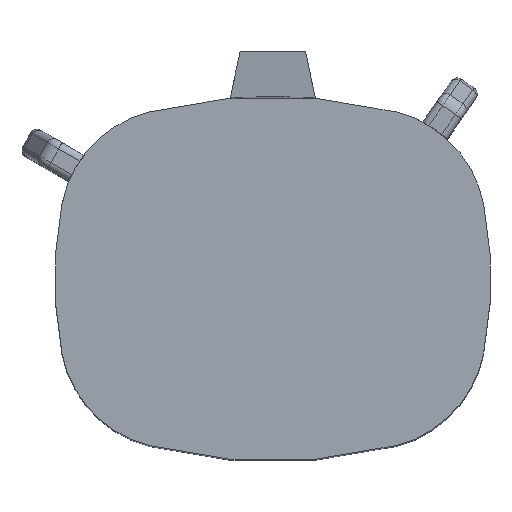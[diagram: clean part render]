
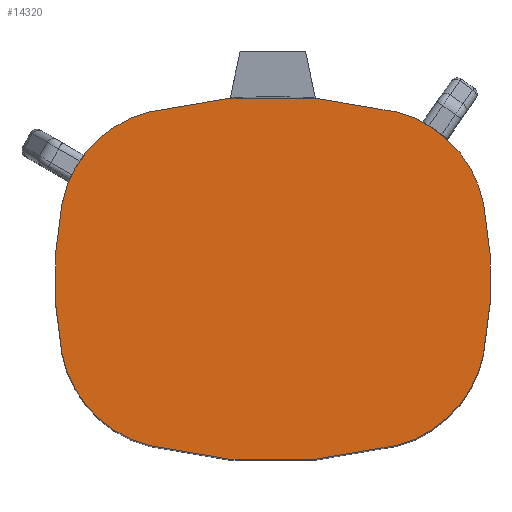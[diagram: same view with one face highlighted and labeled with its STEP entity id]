
A CAD part, top view. The second image highlights one B-rep face of the part: STEP entity #14320.
In plain terms, the highlighted planar face has unit normal (0, 0, 1).
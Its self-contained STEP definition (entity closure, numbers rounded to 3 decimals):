
#1640=CARTESIAN_POINT('',(4.371,5.859,2.5));
#1650=VERTEX_POINT('',#1640);
#1680=CARTESIAN_POINT('',(0.,-11.017,2.5));
#1690=DIRECTION('',(0.,0.,1.));
#1700=DIRECTION('',(1.,0.,0.));
#1710=AXIS2_PLACEMENT_3D('',#1680,#1690,#1700);
#1720=CIRCLE('',#1710,17.432);
#1730=CARTESIAN_POINT('',(-4.371,5.859,2.5));
#1740=VERTEX_POINT('',#1730);
#1750=EDGE_CURVE('',#1650,#1740,#1720,.T.);
#11520=CARTESIAN_POINT('',(-4.371,-5.859,2.5));
#11530=VERTEX_POINT('',#11520);
#11560=CARTESIAN_POINT('',(0.,11.017,2.5));
#11570=DIRECTION('',(0.,0.,1.));
#11580=DIRECTION('',(1.,0.,0.));
#11590=AXIS2_PLACEMENT_3D('',#11560,#11570,#11580);
#11600=CIRCLE('',#11590,17.432);
#11610=CARTESIAN_POINT('',(4.371,-5.859,2.5));
#11620=VERTEX_POINT('',#11610);
#11630=EDGE_CURVE('',#11530,#11620,#11600,.T.);
#13730=CARTESIAN_POINT('',(8.951,0.039,2.5));
#13740=DIRECTION('',(0.,0.,-1.));
#13750=DIRECTION('',(-1.,0.,0.));
#13760=AXIS2_PLACEMENT_3D('',#13730,#13740,#13750);
#13770=PLANE('',#13760);
#13780=ORIENTED_EDGE('',*,*,#1750,.T.);
#13790=CARTESIAN_POINT('',(3.326,1.826,2.5));
#13800=DIRECTION('',(0.,0.,-1.));
#13810=DIRECTION('',(1.,0.,0.));
#13820=AXIS2_PLACEMENT_3D('',#13790,#13800,#13810);
#13830=CIRCLE('',#13820,4.166);
#13840=CARTESIAN_POINT('',(7.417,2.613,2.5));
#13850=VERTEX_POINT('',#13840);
#13860=EDGE_CURVE('',#1650,#13850,#13830,.T.);
#13870=ORIENTED_EDGE('',*,*,#13860,.F.);
#13880=CARTESIAN_POINT('',(-6.175,0.,2.5));
#13890=DIRECTION('',(0.,0.,-1.));
#13900=DIRECTION('',(1.,0.,0.));
#13910=AXIS2_PLACEMENT_3D('',#13880,#13890,#13900);
#13920=CIRCLE('',#13910,13.841);
#13930=CARTESIAN_POINT('',(7.417,-2.613,2.5));
#13940=VERTEX_POINT('',#13930);
#13950=EDGE_CURVE('',#13850,#13940,#13920,.T.);
#13960=ORIENTED_EDGE('',*,*,#13950,.F.);
#13970=CARTESIAN_POINT('',(3.326,-1.826,2.5));
#13980=DIRECTION('',(0.,0.,-1.));
#13990=DIRECTION('',(1.,0.,0.));
#14000=AXIS2_PLACEMENT_3D('',#13970,#13980,#13990);
#14010=CIRCLE('',#14000,4.166);
#14020=EDGE_CURVE('',#13940,#11620,#14010,.T.);
#14030=ORIENTED_EDGE('',*,*,#14020,.F.);
#14040=ORIENTED_EDGE('',*,*,#11630,.T.);
#14050=CARTESIAN_POINT('',(-3.326,-1.826,2.5));
#14060=DIRECTION('',(0.,0.,1.));
#14070=DIRECTION('',(-1.,0.,0.));
#14080=AXIS2_PLACEMENT_3D('',#14050,#14060,#14070);
#14090=CIRCLE('',#14080,4.166);
#14100=CARTESIAN_POINT('',(-7.417,-2.613,2.5));
#14110=VERTEX_POINT('',#14100);
#14120=EDGE_CURVE('',#14110,#11530,#14090,.T.);
#14130=ORIENTED_EDGE('',*,*,#14120,.T.);
#14140=CARTESIAN_POINT('',(6.175,0.,2.5));
#14150=DIRECTION('',(0.,0.,1.));
#14160=DIRECTION('',(-1.,0.,0.));
#14170=AXIS2_PLACEMENT_3D('',#14140,#14150,#14160);
#14180=CIRCLE('',#14170,13.841);
#14190=CARTESIAN_POINT('',(-7.417,2.613,2.5));
#14200=VERTEX_POINT('',#14190);
#14210=EDGE_CURVE('',#14200,#14110,#14180,.T.);
#14220=ORIENTED_EDGE('',*,*,#14210,.T.);
#14230=CARTESIAN_POINT('',(-3.326,1.826,2.5));
#14240=DIRECTION('',(0.,0.,1.));
#14250=DIRECTION('',(-1.,0.,0.));
#14260=AXIS2_PLACEMENT_3D('',#14230,#14240,#14250);
#14270=CIRCLE('',#14260,4.166);
#14280=EDGE_CURVE('',#1740,#14200,#14270,.T.);
#14290=ORIENTED_EDGE('',*,*,#14280,.T.);
#14300=EDGE_LOOP('',(#14290,#14220,#14130,#14040,#14030,#13960,#13870,
#13780));
#14310=FACE_OUTER_BOUND('',#14300,.T.);
#14320=ADVANCED_FACE('',(#14310),#13770,.F.);
